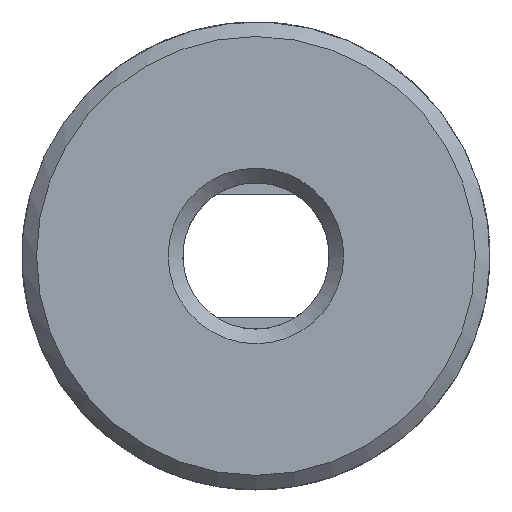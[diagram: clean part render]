
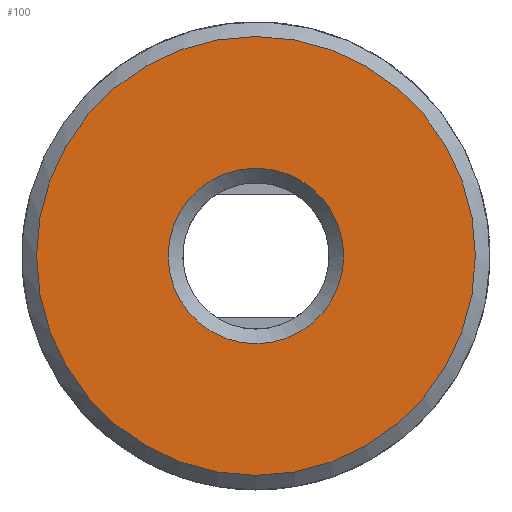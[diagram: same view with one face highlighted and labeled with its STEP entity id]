
A CAD part, left-side view. The second image highlights one B-rep face of the part: STEP entity #100.
In plain terms, the highlighted planar face has unit normal (-1, 0, 0).
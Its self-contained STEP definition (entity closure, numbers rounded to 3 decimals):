
#100 = ADVANCED_FACE( '', ( #204, #205 ), #206, .F. );
#204 = FACE_OUTER_BOUND( '', #307, .T. );
#205 = FACE_BOUND( '', #308, .T. );
#206 = PLANE( '', #309 );
#307 = EDGE_LOOP( '', ( #539 ) );
#308 = EDGE_LOOP( '', ( #540 ) );
#309 = AXIS2_PLACEMENT_3D( '', #541, #542, #543 );
#539 = ORIENTED_EDGE( '', *, *, #687, .T. );
#540 = ORIENTED_EDGE( '', *, *, #659, .T. );
#541 = CARTESIAN_POINT( '', ( 0., 4., 0. ) );
#542 = DIRECTION( '', ( 1., 0., 0. ) );
#543 = DIRECTION( '', ( 0., 0., -1. ) );
#659 = EDGE_CURVE( '', #803, #803, #804, .T. );
#687 = EDGE_CURVE( '', #836, #836, #837, .F. );
#803 = VERTEX_POINT( '', #985 );
#804 = CIRCLE( '', #986, 1.5 );
#836 = VERTEX_POINT( '', #1036 );
#837 = CIRCLE( '', #1037, 3.75 );
#985 = CARTESIAN_POINT( '', ( 0., 0., -1.5 ) );
#986 = AXIS2_PLACEMENT_3D( '', #1146, #1147, #1148 );
#1036 = CARTESIAN_POINT( '', ( 0., 0., -3.75 ) );
#1037 = AXIS2_PLACEMENT_3D( '', #1167, #1168, #1169 );
#1146 = CARTESIAN_POINT( '', ( 0., 0., 0. ) );
#1147 = DIRECTION( '', ( 1., 0., 0. ) );
#1148 = DIRECTION( '', ( 0., 0., -1. ) );
#1167 = CARTESIAN_POINT( '', ( 0., 0., 0. ) );
#1168 = DIRECTION( '', ( 1., 0., 0. ) );
#1169 = DIRECTION( '', ( 0., 0., -1. ) );
